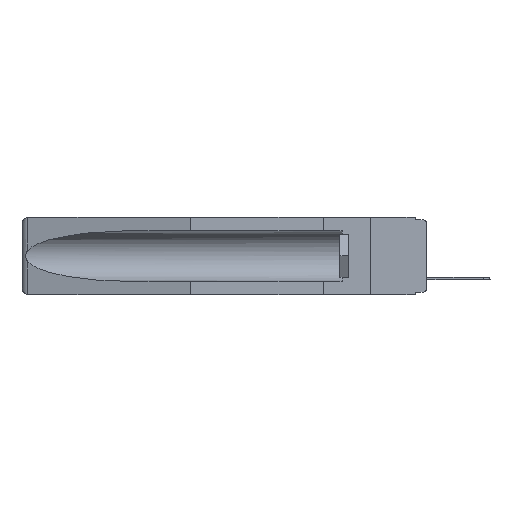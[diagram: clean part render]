
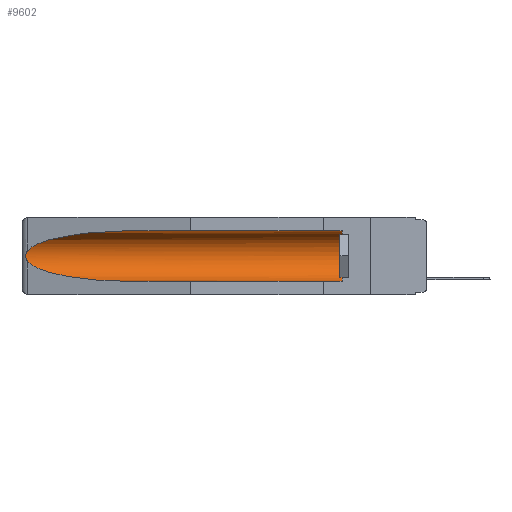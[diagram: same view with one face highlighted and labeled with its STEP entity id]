
A CAD part, left-side view. The second image highlights one B-rep face of the part: STEP entity #9602.
In plain terms, the highlighted cylindrical face has radius 2.857 mm (diameter 5.715 mm), a partial arc.
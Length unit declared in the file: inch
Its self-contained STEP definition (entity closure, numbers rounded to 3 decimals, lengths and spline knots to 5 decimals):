
#86 = CIRCLE ( 'NONE', #2813, 0.1125 ) ;
#687 = ORIENTED_EDGE ( 'NONE', *, *, #8110, .T. ) ;
#793 = CARTESIAN_POINT ( 'NONE',  ( 0.155, 0.126, -0.284 ) ) ;
#795 = CARTESIAN_POINT ( 'NONE',  ( 0.155, 1.07973, -0.284 ) ) ;
#839 = EDGE_CURVE ( 'NONE', #17444, #2383, #86, .T. ) ;
#1355 = CARTESIAN_POINT ( 'NONE',  ( 0.155, 1.07973, -0.059 ) ) ;
#1372 = CARTESIAN_POINT ( 'NONE',  ( 0.155, 1.07973, -0.059 ) ) ;
#1460 = FACE_OUTER_BOUND ( 'NONE', #4603, .T. ) ;
#2162 = ORIENTED_EDGE ( 'NONE', *, *, #6688, .F. ) ;
#2210 = VERTEX_POINT ( 'NONE', #14196 ) ;
#2383 = VERTEX_POINT ( 'NONE', #10760 ) ;
#2705 = CARTESIAN_POINT ( 'NONE',  ( 0.155, -0.30754, -0.059 ) ) ;
#2813 = AXIS2_PLACEMENT_3D ( 'NONE', #14701, #13132, #9306 ) ;
#3165 = VECTOR ( 'NONE', #3741, 39.37008 ) ;
#3184 = CYLINDRICAL_SURFACE ( 'NONE', #8814, 0.1125 ) ;
#3255 = CARTESIAN_POINT ( 'NONE',  ( 0.155, -0.30754, -0.1715 ) ) ;
#3458 = EDGE_CURVE ( 'NONE', #8820, #11626, #11277, .T. ) ;
#3741 = DIRECTION ( 'NONE',  ( 0., 1., 0. ) ) ;
#4186 = CARTESIAN_POINT ( 'NONE',  ( 0.26655, 1.53094, -0.18657 ) ) ;
#4195 = EDGE_CURVE ( 'NONE', #11626, #2210, #13726, .T. ) ;
#4603 = EDGE_LOOP ( 'NONE', ( #8216, #11565, #687, #2162, #4653, #5312 ) ) ;
#4653 = ORIENTED_EDGE ( 'NONE', *, *, #839, .T. ) ;
#4846 = DIRECTION ( 'NONE',  ( 0., 0., 1. ) ) ;
#5312 = ORIENTED_EDGE ( 'NONE', *, *, #5727, .T. ) ;
#5415 = CARTESIAN_POINT ( 'NONE',  ( 0.26597, 1.5296, -0.19026 ) ) ;
#5571 = CARTESIAN_POINT ( 'NONE',  ( 0.26537, 1.52718, -0.14972 ) ) ;
#5727 = EDGE_CURVE ( 'NONE', #2383, #8820, #14356, .T. ) ;
#5787 = LINE ( 'NONE', #6407, #3165 ) ;
#5967 = CARTESIAN_POINT ( 'NONE',  ( 0.155, 1.07973, -0.284 ) ) ;
#5974 = VERTEX_POINT ( 'NONE', #795 ) ;
#6407 = CARTESIAN_POINT ( 'NONE',  ( 0.155, -0.30754, -0.284 ) ) ;
#6688 = EDGE_CURVE ( 'NONE', #17444, #5974, #5787, .T. ) ;
#7182 = CARTESIAN_POINT ( 'NONE',  ( 0.25451, 1.48313, -0.24835 ) ) ;
#7236 = VECTOR ( 'NONE', #11156, 39.37008 ) ;
#8110 = EDGE_CURVE ( 'NONE', #2210, #5974, #9722, .T. ) ;
#8116 = CARTESIAN_POINT ( 'NONE',  ( 0.2675, 1.53308, -0.17534 ) ) ;
#8177 = CARTESIAN_POINT ( 'NONE',  ( 0.2673, 1.5327, -0.16383 ) ) ;
#8216 = ORIENTED_EDGE ( 'NONE', *, *, #3458, .T. ) ;
#8293 = CARTESIAN_POINT ( 'NONE',  ( 0.26654, 1.53092, -0.15636 ) ) ;
#8802 = DIRECTION ( 'NONE',  ( 0., 1., 0. ) ) ;
#8814 = AXIS2_PLACEMENT_3D ( 'NONE', #3255, #8802, #4846 ) ;
#8820 = VERTEX_POINT ( 'NONE', #1372 ) ;
#9306 = DIRECTION ( 'NONE',  ( 0., 0., 1. ) ) ;
#9553 = CARTESIAN_POINT ( 'NONE',  ( 0.26537, 1.52718, -0.14972 ) ) ;
#9602 = ADVANCED_FACE ( 'NONE', ( #1460 ), #3184, .F. ) ;
#9722 =( BOUNDED_CURVE ( )  B_SPLINE_CURVE ( 3, ( #11274, #7182, #10009, #5967 ),
 .UNSPECIFIED., .F., .F. ) 
 B_SPLINE_CURVE_WITH_KNOTS ( ( 4, 4 ),
 ( 0.1948, 1.5708 ),
 .UNSPECIFIED. ) 
 CURVE ( )  GEOMETRIC_REPRESENTATION_ITEM ( )  RATIONAL_B_SPLINE_CURVE ( ( 1., 0.848, 0.848, 1. ) ) 
 REPRESENTATION_ITEM ( '' )  );
#10009 = CARTESIAN_POINT ( 'NONE',  ( 0.21114, 1.30732, -0.284 ) ) ;
#10760 = CARTESIAN_POINT ( 'NONE',  ( 0.155, 0.126, -0.059 ) ) ;
#10829 = CARTESIAN_POINT ( 'NONE',  ( 0.26537, 1.52718, -0.14972 ) ) ;
#11156 = DIRECTION ( 'NONE',  ( 0., 1., 0. ) ) ;
#11274 = CARTESIAN_POINT ( 'NONE',  ( 0.26537, 1.52718, -0.19328 ) ) ;
#11277 =( BOUNDED_CURVE ( )  B_SPLINE_CURVE ( 3, ( #1355, #12092, #14888, #10829 ),
 .UNSPECIFIED., .F., .F. ) 
 B_SPLINE_CURVE_WITH_KNOTS ( ( 4, 4 ),
 ( 4.71239, 6.08839 ),
 .UNSPECIFIED. ) 
 CURVE ( )  GEOMETRIC_REPRESENTATION_ITEM ( )  RATIONAL_B_SPLINE_CURVE ( ( 1., 0.848, 0.848, 1. ) ) 
 REPRESENTATION_ITEM ( '' )  );
#11565 = ORIENTED_EDGE ( 'NONE', *, *, #4195, .T. ) ;
#11626 = VERTEX_POINT ( 'NONE', #5571 ) ;
#12092 = CARTESIAN_POINT ( 'NONE',  ( 0.21114, 1.30732, -0.059 ) ) ;
#12397 = CARTESIAN_POINT ( 'NONE',  ( 0.2675, 1.53308, -0.16763 ) ) ;
#13132 = DIRECTION ( 'NONE',  ( 0., -1., 0. ) ) ;
#13726 = B_SPLINE_CURVE_WITH_KNOTS ( 'NONE', 3,
 ( #9553, #15240, #8293, #8177, #12397, #8116, #17852, #4186, #5415, #13847 ),
 .UNSPECIFIED., .F., .F.,
 ( 4, 2, 2, 2, 4 ),
 ( 0., 0.00029, 0.00058, 0.00087, 0.00117 ),
 .UNSPECIFIED. ) ;
#13847 = CARTESIAN_POINT ( 'NONE',  ( 0.26537, 1.52718, -0.19328 ) ) ;
#14196 = CARTESIAN_POINT ( 'NONE',  ( 0.26537, 1.52718, -0.19328 ) ) ;
#14356 = LINE ( 'NONE', #2705, #7236 ) ;
#14701 = CARTESIAN_POINT ( 'NONE',  ( 0.155, 0.126, -0.1715 ) ) ;
#14888 = CARTESIAN_POINT ( 'NONE',  ( 0.25451, 1.48313, -0.09465 ) ) ;
#15240 = CARTESIAN_POINT ( 'NONE',  ( 0.26597, 1.52961, -0.15275 ) ) ;
#17444 = VERTEX_POINT ( 'NONE', #793 ) ;
#17852 = CARTESIAN_POINT ( 'NONE',  ( 0.2673, 1.53269, -0.17917 ) ) ;
